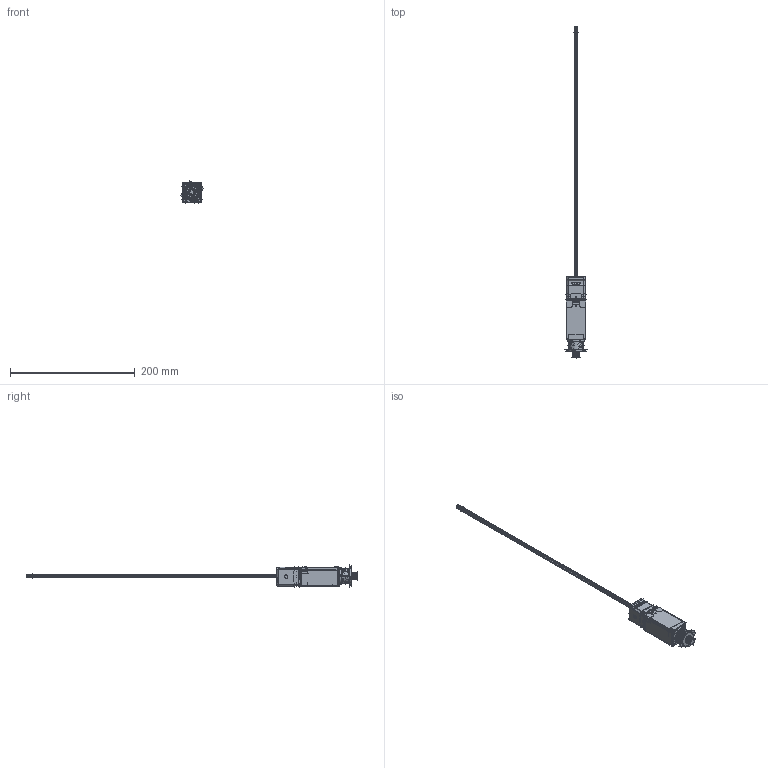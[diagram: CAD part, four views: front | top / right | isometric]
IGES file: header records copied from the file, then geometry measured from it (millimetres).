
Start section:  PTC IGES file: 220509.igs
Global section: file name: 220509.igs; native system: Creo Parametric by PTC Inc.; preprocessor: 2019292; author: PDMAdmin; organization: Unknown; date: 20201106.143849; units: millimetre
Bounding box: 35.66 x 532.39 x 36.8 mm (x, y, z)
Volume: 172379.3 mm3; surface area: 852060.1 mm2
Topology: 29 solids, 29 shells, 3030 faces, 18903 edges, 26427 vertices
Faces by surface type: bspline 1730, revolution 1300
